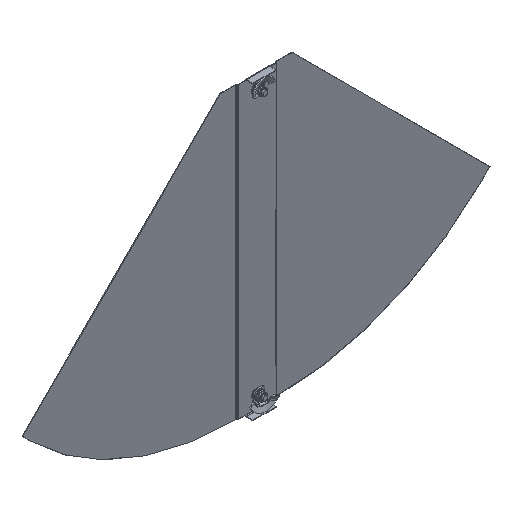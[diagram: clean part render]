
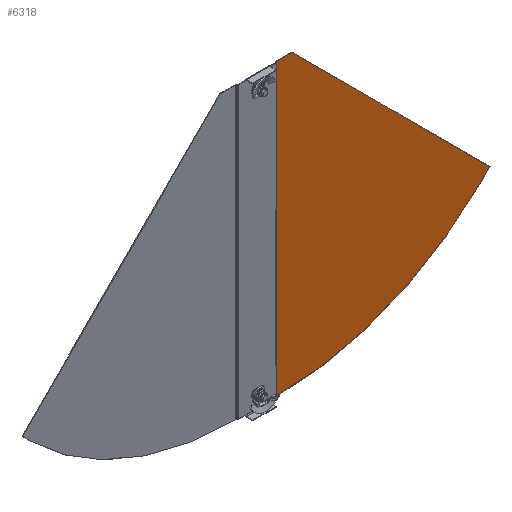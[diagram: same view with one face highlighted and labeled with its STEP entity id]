
A CAD part, isometric view. The second image highlights one B-rep face of the part: STEP entity #6318.
In plain terms, the highlighted planar face has unit normal (0, -1, 0).
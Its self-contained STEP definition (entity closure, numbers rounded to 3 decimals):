
#56 = ORIENTED_EDGE ( 'NONE', *, *, #7705, .T. ) ;
#627 = EDGE_LOOP ( 'NONE', ( #2051, #6321, #6642, #56, #6371, #2869 ) ) ;
#838 = CARTESIAN_POINT ( 'NONE',  ( 398.91, -1., -337.71 ) ) ;
#1188 = VECTOR ( 'NONE', #2667, 1000. ) ;
#1316 = DIRECTION ( 'NONE',  ( -1., 0., 0. ) ) ;
#1503 = VERTEX_POINT ( 'NONE', #5397 ) ;
#1770 = EDGE_CURVE ( 'NONE', #4982, #5688, #4656, .T. ) ;
#2043 = CARTESIAN_POINT ( 'NONE',  ( 385.546, -1., -351.074 ) ) ;
#2051 = ORIENTED_EDGE ( 'NONE', *, *, #2162, .T. ) ;
#2094 = VECTOR ( 'NONE', #1316, 1000. ) ;
#2162 = EDGE_CURVE ( 'NONE', #5440, #4993, #5050, .T. ) ;
#2600 = EDGE_CURVE ( 'NONE', #5440, #1503, #2784, .T. ) ;
#2667 = DIRECTION ( 'NONE',  ( -0.707, 0., 0.707 ) ) ;
#2784 = LINE ( 'NONE', #7654, #5857 ) ;
#2841 = CARTESIAN_POINT ( 'NONE',  ( 37., -1., -1. ) ) ;
#2869 = ORIENTED_EDGE ( 'NONE', *, *, #2600, .F. ) ;
#2936 = VECTOR ( 'NONE', #3909, 1000. ) ;
#3186 = DIRECTION ( 'NONE',  ( 1., 0., 0. ) ) ;
#3427 = CARTESIAN_POINT ( 'NONE',  ( 385.546, -1., -351.074 ) ) ;
#3468 = DIRECTION ( 'NONE',  ( 0., 1., 0. ) ) ;
#3899 = CARTESIAN_POINT ( 'NONE',  ( 398.91, -1., -337.71 ) ) ;
#3909 = DIRECTION ( 'NONE',  ( 0.707, 0., 0.707 ) ) ;
#3954 = CARTESIAN_POINT ( 'NONE',  ( 61.2, -1., 0. ) ) ;
#4097 = DIRECTION ( 'NONE',  ( 0., 0., 1. ) ) ;
#4446 = CARTESIAN_POINT ( 'NONE',  ( 37., -1., -495. ) ) ;
#4656 = LINE ( 'NONE', #3427, #2936 ) ;
#4855 = AXIS2_PLACEMENT_3D ( 'NONE', #2841, #3468, #4097 ) ;
#4982 = VERTEX_POINT ( 'NONE', #2043 ) ;
#4993 = VERTEX_POINT ( 'NONE', #4446 ) ;
#5050 = LINE ( 'NONE', #7501, #5853 ) ;
#5051 = CARTESIAN_POINT ( 'NONE',  ( 61.2, -1., 0. ) ) ;
#5257 = DIRECTION ( 'NONE',  ( 0., 0., 1. ) ) ;
#5373 = AXIS2_PLACEMENT_3D ( 'NONE', #7238, #7199, #5257 ) ;
#5397 = CARTESIAN_POINT ( 'NONE',  ( 34.835, -1., 0. ) ) ;
#5440 = VERTEX_POINT ( 'NONE', #6678 ) ;
#5660 = LINE ( 'NONE', #5051, #2094 ) ;
#5688 = VERTEX_POINT ( 'NONE', #3899 ) ;
#5800 = LINE ( 'NONE', #838, #1188 ) ;
#5853 = VECTOR ( 'NONE', #3186, 1000. ) ;
#5857 = VECTOR ( 'NONE', #7729, 1000. ) ;
#6044 = VERTEX_POINT ( 'NONE', #3954 ) ;
#6281 = CIRCLE ( 'NONE', #5373, 494. ) ;
#6318 = ADVANCED_FACE ( 'NONE', ( #6971 ), #7044, .F. ) ;
#6321 = ORIENTED_EDGE ( 'NONE', *, *, #6337, .T. ) ;
#6337 = EDGE_CURVE ( 'NONE', #4993, #4982, #6281, .T. ) ;
#6371 = ORIENTED_EDGE ( 'NONE', *, *, #6949, .T. ) ;
#6642 = ORIENTED_EDGE ( 'NONE', *, *, #1770, .T. ) ;
#6678 = CARTESIAN_POINT ( 'NONE',  ( 34.835, -1., -495. ) ) ;
#6949 = EDGE_CURVE ( 'NONE', #6044, #1503, #5660, .T. ) ;
#6971 = FACE_OUTER_BOUND ( 'NONE', #627, .T. ) ;
#7044 = PLANE ( 'NONE',  #4855 ) ;
#7199 = DIRECTION ( 'NONE',  ( 0., -1., 0. ) ) ;
#7238 = CARTESIAN_POINT ( 'NONE',  ( 37., -1., -1. ) ) ;
#7501 = CARTESIAN_POINT ( 'NONE',  ( 0., -1., -495. ) ) ;
#7654 = CARTESIAN_POINT ( 'NONE',  ( 34.835, -1., -1. ) ) ;
#7705 = EDGE_CURVE ( 'NONE', #5688, #6044, #5800, .T. ) ;
#7729 = DIRECTION ( 'NONE',  ( 0., 0., 1. ) ) ;
